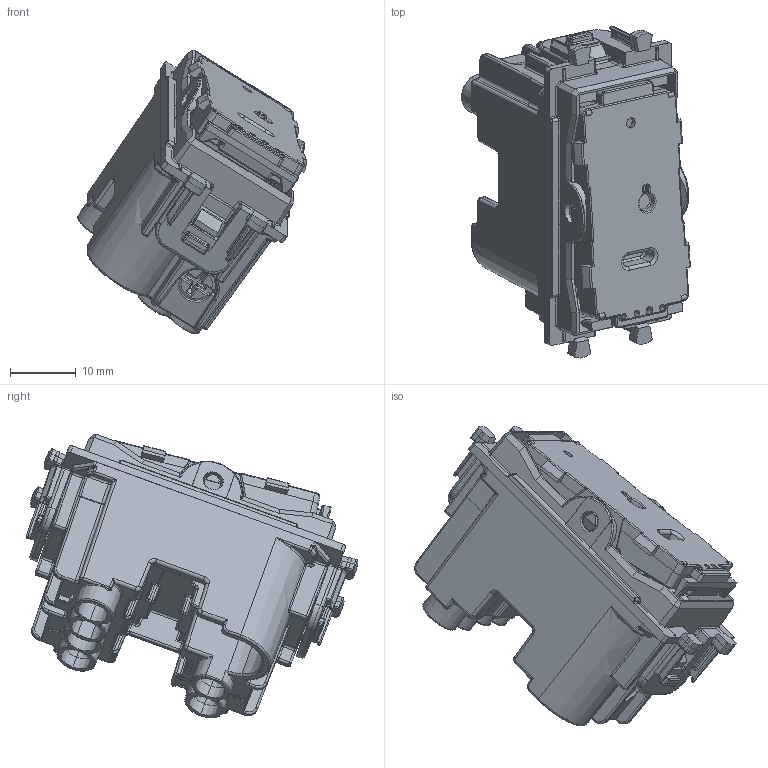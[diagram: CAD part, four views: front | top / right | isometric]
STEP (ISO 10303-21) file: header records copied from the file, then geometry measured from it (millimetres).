
FILE_DESCRIPTION(('CATIA V5 STEP Exchange'),'2;1');
FILE_NAME('442002ST.stp','2024-02-16T07:22:12+00:00',('none'),('none'),'CATIA Version 5-6 Release 2016 SP6','CATIA V5 STEP AP203','none');
FILE_SCHEMA(('CONFIG_CONTROL_DESIGN'));
Length unit declared in the file: millimetre
Products named in the file (1): 442002ST
Assembly tree (12 placements, depth 2):
  442002ST
    #57
    #55057
    #110062
    #142265
    #144835  x2
    #146490  x3
    #148403  x3
Bounding box: 34.91 x 50.65 x 43.28 mm (x, y, z)
Volume: 11352.7 mm3; surface area: 19472.9 mm2
Topology: 14 solids, 14 shells, 3998 faces, 10334 edges, 6122 vertices
Faces by surface type: cylinder 1448, plane 1405, bspline 636, sphere 201, cone 184, torus 104, extrusion 16, revolution 4
Entity records: 149278 total; most frequent: CARTESIAN_POINT 71437, ORIENTED_EDGE 18984, DIRECTION 10948, EDGE_CURVE 9492, VERTEX_POINT 5732, VECTOR 4226, LINE 4210, AXIS2_PLACEMENT_3D 4064
